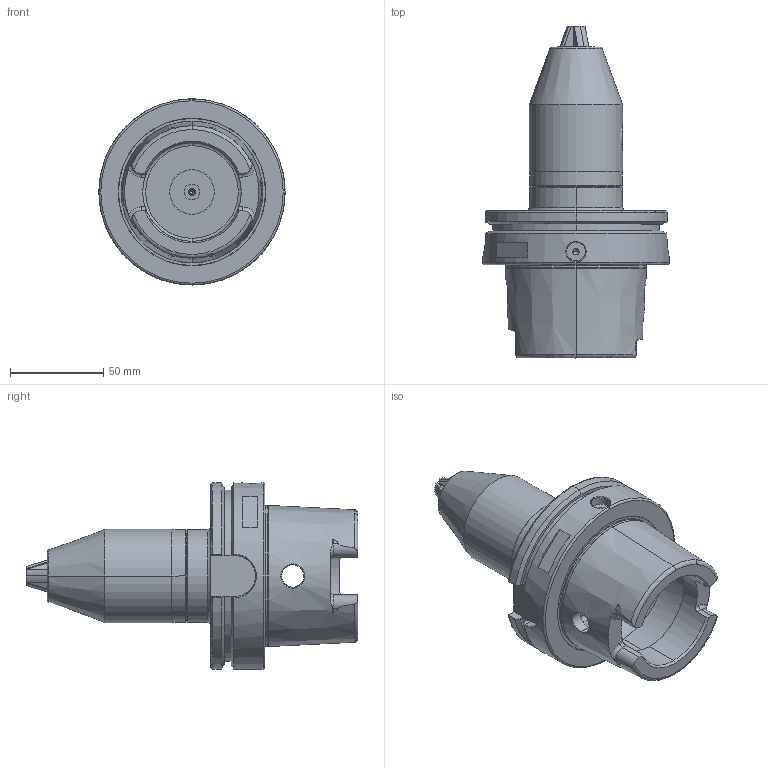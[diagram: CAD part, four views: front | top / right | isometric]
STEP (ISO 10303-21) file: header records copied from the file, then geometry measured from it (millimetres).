
FILE_DESCRIPTION (( 'STEP AP203' ), '1' );
FILE_NAME ('BA2HK10224101A.STEP', '2019-11-18T08:45:15', ( '' ), ( '' ), 'SwSTEP 2.0', 'SolidWorks 2017', '' );
FILE_SCHEMA (( 'CONFIG_CONTROL_DESIGN' ));
Length unit declared in the file: millimetre
Products named in the file (13): BB2HK22013D01A; BB13316020101A; BA2HK10224101A; 1331402-08B; BB13316040001A; 1331402-04D; BA13316100001A; 1331503-01F; SB01-8001; BB13313050001A-; 1331402-06F; BB13313030001A; KR02-9096
Assembly tree (14 placements, depth 3):
  BA2HK10224101A
    BB2HK22013D01A
    BA13316100001A
      1331503-01F
      BB13316020101A
      BB13316040001A
      1331402-04D
      BB13313050001A-
      1331402-06F
      1331402-08B
      BB13313030001A  x3
      SB01-8001
      KR02-9096
Bounding box: 100 x 178.29 x 100 mm (x, y, z)
Volume: 378263.5 mm3; surface area: 106394.3 mm2
Topology: 13 solids, 13 shells, 1045 faces, 2806 edges, 1785 vertices
Faces by surface type: cylinder 374, plane 327, cone 235, torus 89, bspline 20
Entity records: 45011 total; most frequent: CARTESIAN_POINT 20438, ORIENTED_EDGE 5332, DIRECTION 4359, EDGE_CURVE 2666, AXIS2_PLACEMENT_3D 1793, VERTEX_POINT 1707, EDGE_LOOP 1055, FACE_OUTER_BOUND 997
